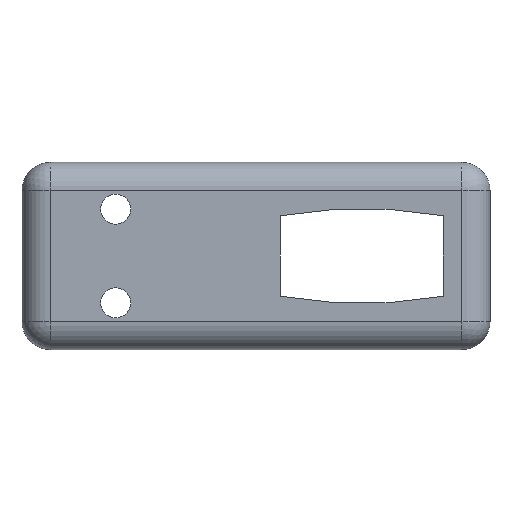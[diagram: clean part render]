
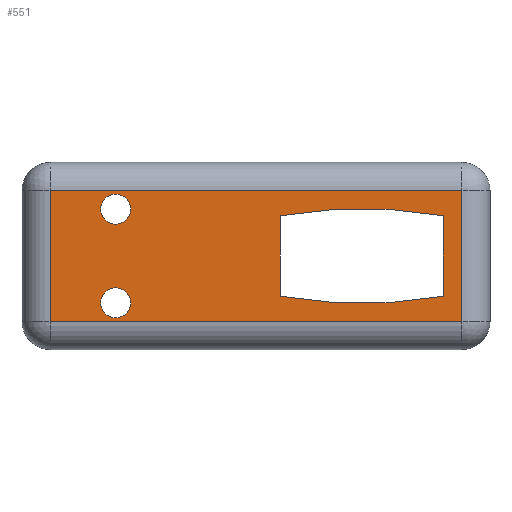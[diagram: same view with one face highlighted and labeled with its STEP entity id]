
A CAD part, left-side view. The second image highlights one B-rep face of the part: STEP entity #551.
In plain terms, the highlighted planar face has unit normal (-1, 0, 0).
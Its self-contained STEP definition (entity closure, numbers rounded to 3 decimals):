
#16=FACE_BOUND('',#187,.T.);
#17=FACE_BOUND('',#188,.T.);
#18=FACE_BOUND('',#189,.T.);
#22=PLANE('',#620);
#33=LINE('',#873,#71);
#35=LINE('',#890,#73);
#37=LINE('',#893,#75);
#48=LINE('',#922,#86);
#62=LINE('',#972,#100);
#63=LINE('',#976,#101);
#71=VECTOR('',#693,10.);
#73=VECTOR('',#713,10.);
#75=VECTOR('',#717,10.);
#86=VECTOR('',#738,10.);
#100=VECTOR('',#780,10.);
#101=VECTOR('',#783,10.);
#149=FACE_OUTER_BOUND('',#186,.T.);
#186=EDGE_LOOP('',(#461,#462,#463,#464));
#187=EDGE_LOOP('',(#465,#466,#467,#468));
#188=EDGE_LOOP('',(#469));
#189=EDGE_LOOP('',(#470));
#236=CIRCLE('',#621,50.);
#237=CIRCLE('',#622,50.);
#238=CIRCLE('',#623,1.6);
#239=CIRCLE('',#624,1.6);
#246=VERTEX_POINT('',#838);
#257=VERTEX_POINT('',#862);
#260=VERTEX_POINT('',#869);
#266=VERTEX_POINT('',#886);
#278=VERTEX_POINT('',#970);
#279=VERTEX_POINT('',#971);
#280=VERTEX_POINT('',#973);
#281=VERTEX_POINT('',#975);
#282=VERTEX_POINT('',#978);
#283=VERTEX_POINT('',#980);
#305=EDGE_CURVE('',#246,#260,#33,.T.);
#313=EDGE_CURVE('',#260,#266,#35,.T.);
#315=EDGE_CURVE('',#266,#257,#37,.T.);
#327=EDGE_CURVE('',#257,#246,#48,.T.);
#349=EDGE_CURVE('',#278,#279,#62,.T.);
#350=EDGE_CURVE('',#279,#280,#236,.T.);
#351=EDGE_CURVE('',#280,#281,#63,.T.);
#352=EDGE_CURVE('',#281,#278,#237,.T.);
#353=EDGE_CURVE('',#282,#282,#238,.T.);
#354=EDGE_CURVE('',#283,#283,#239,.T.);
#461=ORIENTED_EDGE('',*,*,#305,.F.);
#462=ORIENTED_EDGE('',*,*,#327,.F.);
#463=ORIENTED_EDGE('',*,*,#315,.F.);
#464=ORIENTED_EDGE('',*,*,#313,.F.);
#465=ORIENTED_EDGE('',*,*,#349,.T.);
#466=ORIENTED_EDGE('',*,*,#350,.T.);
#467=ORIENTED_EDGE('',*,*,#351,.T.);
#468=ORIENTED_EDGE('',*,*,#352,.T.);
#469=ORIENTED_EDGE('',*,*,#353,.T.);
#470=ORIENTED_EDGE('',*,*,#354,.T.);
#551=ADVANCED_FACE('',(#149,#16,#17,#18),#22,.F.);
#620=AXIS2_PLACEMENT_3D('',#969,#778,#779);
#621=AXIS2_PLACEMENT_3D('',#974,#781,#782);
#622=AXIS2_PLACEMENT_3D('',#977,#784,#785);
#623=AXIS2_PLACEMENT_3D('',#979,#786,#787);
#624=AXIS2_PLACEMENT_3D('',#981,#788,#789);
#693=DIRECTION('',(0.,-1.,0.));
#713=DIRECTION('',(0.,0.,-1.));
#717=DIRECTION('',(0.,1.,0.));
#738=DIRECTION('',(0.,0.,1.));
#778=DIRECTION('center_axis',(1.,0.,0.));
#779=DIRECTION('ref_axis',(0.,1.,0.));
#780=DIRECTION('',(0.,0.,-1.));
#781=DIRECTION('center_axis',(1.,0.,0.));
#782=DIRECTION('ref_axis',(0.,0.174,-0.985));
#783=DIRECTION('',(0.,0.,1.));
#784=DIRECTION('center_axis',(1.,0.,0.));
#785=DIRECTION('ref_axis',(0.,0.174,0.985));
#786=DIRECTION('center_axis',(1.,0.,0.));
#787=DIRECTION('ref_axis',(0.,1.,0.));
#788=DIRECTION('center_axis',(1.,0.,0.));
#789=DIRECTION('ref_axis',(0.,1.,0.));
#838=CARTESIAN_POINT('',(0.,15.809,22.505));
#862=CARTESIAN_POINT('',(0.,15.809,8.505));
#869=CARTESIAN_POINT('',(0.,-28.191,22.505));
#873=CARTESIAN_POINT('',(0.,6.309,22.505));
#886=CARTESIAN_POINT('',(0.,-28.191,8.505));
#890=CARTESIAN_POINT('',(0.,-28.191,20.505));
#893=CARTESIAN_POINT('',(0.,-18.691,8.505));
#922=CARTESIAN_POINT('',(0.,15.809,10.505));
#969=CARTESIAN_POINT('Origin',(0.,-6.191,15.505));
#970=CARTESIAN_POINT('',(0.,-26.191,19.805));
#971=CARTESIAN_POINT('',(0.,-26.191,11.205));
#972=CARTESIAN_POINT('',(0.,-26.191,15.505));
#973=CARTESIAN_POINT('',(0.,-8.791,11.205));
#974=CARTESIAN_POINT('Origin',(0.,-17.491,60.442));
#975=CARTESIAN_POINT('',(0.,-8.791,19.805));
#976=CARTESIAN_POINT('',(0.,-8.791,13.355));
#977=CARTESIAN_POINT('Origin',(0.,-17.491,-29.432));
#978=CARTESIAN_POINT('',(0.,7.209,10.505));
#979=CARTESIAN_POINT('Origin',(0.,8.809,10.505));
#980=CARTESIAN_POINT('',(0.,7.209,20.505));
#981=CARTESIAN_POINT('Origin',(0.,8.809,20.505));
